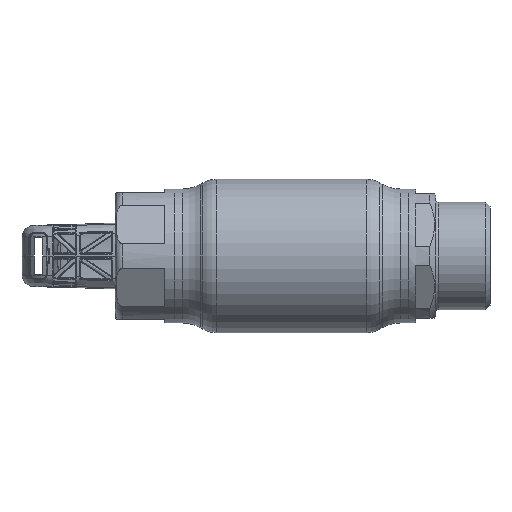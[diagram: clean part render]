
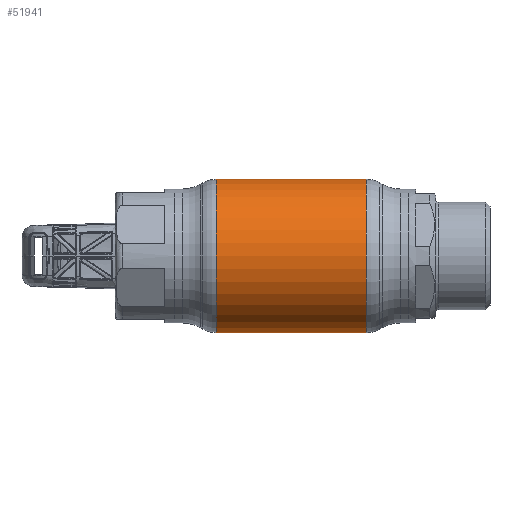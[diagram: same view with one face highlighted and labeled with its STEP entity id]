
A CAD part, front view. The second image highlights one B-rep face of the part: STEP entity #51941.
In plain terms, the highlighted cylindrical face has radius 34 mm (diameter 68 mm), a partial arc.
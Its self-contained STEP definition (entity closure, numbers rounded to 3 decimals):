
#2427 = FACE_OUTER_BOUND ( 'NONE', #56444, .T. ) ;
#4022 = CARTESIAN_POINT ( 'NONE',  ( -33.177, 0., 0. ) ) ;
#5827 = CIRCLE ( 'NONE', #37373, 34. ) ;
#8073 = DIRECTION ( 'NONE',  ( -1., 0., 0. ) ) ;
#11732 = DIRECTION ( 'NONE',  ( -1., 0., 0. ) ) ;
#13100 = DIRECTION ( 'NONE',  ( 0., 0., 1. ) ) ;
#13517 = CARTESIAN_POINT ( 'NONE',  ( 33.177, 0., -34. ) ) ;
#13623 = VECTOR ( 'NONE', #8073, 1000. ) ;
#14425 = LINE ( 'NONE', #31899, #57537 ) ;
#16136 = ORIENTED_EDGE ( 'NONE', *, *, #29961, .F. ) ;
#19425 = AXIS2_PLACEMENT_3D ( 'NONE', #4022, #38972, #59063 ) ;
#19703 = VERTEX_POINT ( 'NONE', #13517 ) ;
#21953 = ORIENTED_EDGE ( 'NONE', *, *, #28829, .F. ) ;
#24785 = VERTEX_POINT ( 'NONE', #53173 ) ;
#27810 = CARTESIAN_POINT ( 'NONE',  ( 33.177, 0., 0. ) ) ;
#28829 = EDGE_CURVE ( 'NONE', #19703, #24785, #14425, .T. ) ;
#29104 = DIRECTION ( 'NONE',  ( -1., 0., 0. ) ) ;
#29363 = CARTESIAN_POINT ( 'NONE',  ( 33.177, 0., 34. ) ) ;
#29961 = EDGE_CURVE ( 'NONE', #24785, #31903, #40847, .T. ) ;
#31899 = CARTESIAN_POINT ( 'NONE',  ( -62.69, 0., -34. ) ) ;
#31903 = VERTEX_POINT ( 'NONE', #61155 ) ;
#32204 = ORIENTED_EDGE ( 'NONE', *, *, #36217, .T. ) ;
#33262 = EDGE_CURVE ( 'NONE', #19703, #44907, #5827, .T. ) ;
#34379 = CARTESIAN_POINT ( 'NONE',  ( -62.69, 0., 0. ) ) ;
#35070 = AXIS2_PLACEMENT_3D ( 'NONE', #34379, #29104, #59959 ) ;
#35776 = ORIENTED_EDGE ( 'NONE', *, *, #33262, .T. ) ;
#36217 = EDGE_CURVE ( 'NONE', #44907, #31903, #56761, .T. ) ;
#37373 = AXIS2_PLACEMENT_3D ( 'NONE', #27810, #42722, #13100 ) ;
#37958 = CARTESIAN_POINT ( 'NONE',  ( -62.69, 0., 34. ) ) ;
#38972 = DIRECTION ( 'NONE',  ( -1., 0., 0. ) ) ;
#40847 = CIRCLE ( 'NONE', #19425, 34. ) ;
#42722 = DIRECTION ( 'NONE',  ( -1., 0., 0. ) ) ;
#44907 = VERTEX_POINT ( 'NONE', #29363 ) ;
#51941 = ADVANCED_FACE ( 'NONE', ( #2427 ), #58879, .T. ) ;
#53173 = CARTESIAN_POINT ( 'NONE',  ( -33.177, 0., -34. ) ) ;
#56444 = EDGE_LOOP ( 'NONE', ( #21953, #35776, #32204, #16136 ) ) ;
#56761 = LINE ( 'NONE', #37958, #13623 ) ;
#57537 = VECTOR ( 'NONE', #11732, 1000. ) ;
#58879 = CYLINDRICAL_SURFACE ( 'NONE', #35070, 34. ) ;
#59063 = DIRECTION ( 'NONE',  ( 0., 0., 1. ) ) ;
#59959 = DIRECTION ( 'NONE',  ( 0., 0., 1. ) ) ;
#61155 = CARTESIAN_POINT ( 'NONE',  ( -33.177, 0., 34. ) ) ;
